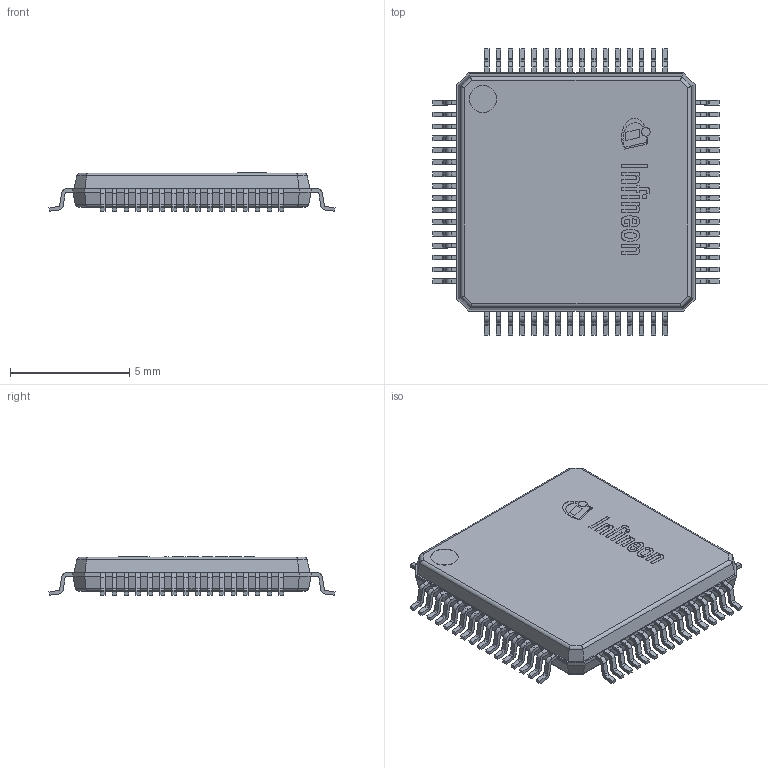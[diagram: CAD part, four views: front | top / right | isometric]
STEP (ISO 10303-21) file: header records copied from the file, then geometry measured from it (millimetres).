
FILE_DESCRIPTION(/* description */ (''),/* implementation_level */ '2;1');
FILE_NAME(/* name */ 'PG-LQFP-64-31_Z8B00022193_4.stp',/* time_stamp */ '2023-04-19T12:20:25+06:00',/* author */ ('Subramani'),/* organization */ (''),/* preprocessor_version */ 'ST-DEVELOPER v16.13',/* originating_system */ 'AutoCAD Mechanical',/* authorisation */ '');
FILE_SCHEMA (('AUTOMOTIVE_DESIGN { 1 0 10303 214 3 1 1 }'));
Length unit declared in the file: millimetre
Products named in the file (1): Product
Bounding box: 12 x 12 x 1.61 mm (x, y, z)
Volume: 140.7 mm3; surface area: 757.4 mm2
Topology: 81 solids, 81 shells, 1078 faces, 2725 edges, 1811 vertices
Faces by surface type: plane 781, cylinder 278, bspline 18, torus 1
Full cylindrical faces by diameter (mm): 0.18 x1, 0.366 x1, 1.15 x3
Entity records: 32454 total; most frequent: CARTESIAN_POINT 6055, ORIENTED_EDGE 5438, DIRECTION 5346, EDGE_CURVE 2719, LINE 2142, VECTOR 2142, VERTEX_POINT 1811, AXIS2_PLACEMENT_3D 1602
